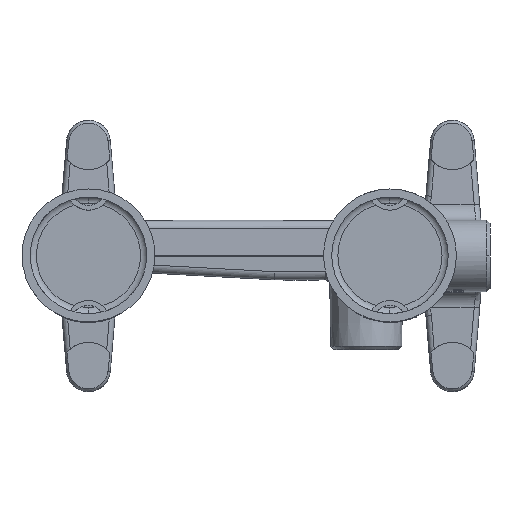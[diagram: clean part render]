
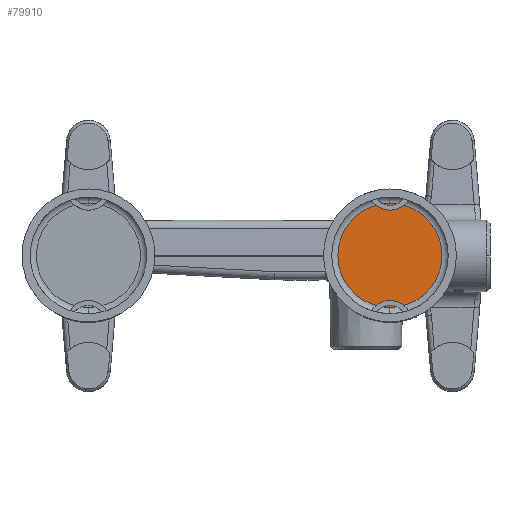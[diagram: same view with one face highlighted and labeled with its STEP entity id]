
A CAD part, top view. The second image highlights one B-rep face of the part: STEP entity #79910.
In plain terms, the highlighted planar face has unit normal (0, 0, 1).
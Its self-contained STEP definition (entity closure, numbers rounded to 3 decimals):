
#19545=CARTESIAN_POINT('',(0.,0.,119.2));
#19546=DIRECTION('',(0.,0.,1.));
#19547=DIRECTION('',(0.,-1.,0.));
#19548=AXIS2_PLACEMENT_3D('',#19545,#19546,#19547);
#19580=CARTESIAN_POINT('',(0.,0.,119.2));
#19581=DIRECTION('',(0.,0.,1.));
#19582=DIRECTION('',(0.,1.,0.));
#19583=AXIS2_PLACEMENT_3D('',#19580,#19581,#19582);
#37391=CARTESIAN_POINT('',(0.,19.,119.2));
#37392=CARTESIAN_POINT('',(0.,-19.,119.2));
#37393=VERTEX_POINT('',#37391);
#37394=VERTEX_POINT('',#37392);
#79901=CARTESIAN_POINT('',(9.5,0.,119.2));
#79902=DIRECTION('',(0.,0.,1.));
#79903=DIRECTION('',(0.,1.,0.));
#79904=AXIS2_PLACEMENT_3D('',#79901,#79902,#79903);
#79905=PLANE('',#79904);
#79906=ORIENTED_EDGE('',*,*,#79862,.F.);
#79907=ORIENTED_EDGE('',*,*,#79885,.F.);
#79908=EDGE_LOOP('',(#79906,#79907));
#79909=FACE_OUTER_BOUND('',#79908,.F.);
#19549=CIRCLE('',#19548,19.);
#19584=CIRCLE('',#19583,19.);
#79862=EDGE_CURVE('',#37394,#37393,#19549,.T.);
#79885=EDGE_CURVE('',#37393,#37394,#19584,.T.);
#79910=ADVANCED_FACE('',(#79909),#79905,.T.);
